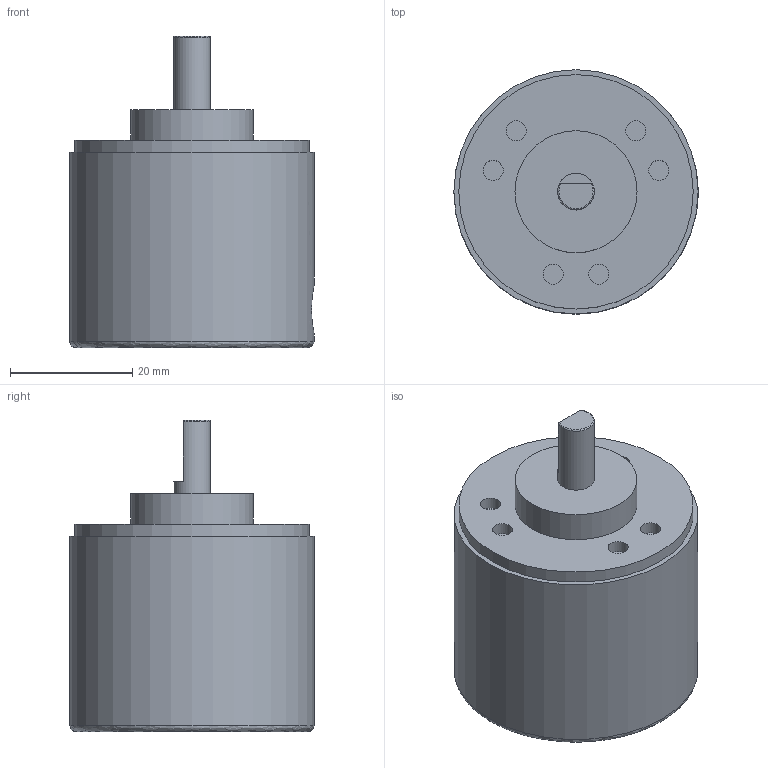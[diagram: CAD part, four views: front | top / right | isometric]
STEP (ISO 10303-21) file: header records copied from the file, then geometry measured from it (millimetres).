
FILE_DESCRIPTION(('FreeCAD Model'),'2;1');
FILE_NAME('123.step','2019-06-04T12:51:39',('Author'),(''), 'Open CASCADE STEP processor 7.3','FreeCAD','Unknown');
FILE_SCHEMA(('AUTOMOTIVE_DESIGN { 1 0 10303 214 1 1 1 1 }'));
Length unit declared in the file: millimetre
Products named in the file (4): LPD3806-400BM-G5-24C; Lid; Case; Spindle
Assembly tree (3 placements, depth 2):
  LPD3806-400BM-G5-24C
    Lid
    Case
    Spindle
Bounding box: 40 x 40 x 51 mm (x, y, z)
Volume: 44386.4 mm3; surface area: 10168.2 mm2
Topology: 3 solids, 3 shells, 25 faces, 49 edges, 32 vertices
Faces by surface type: cylinder 12, plane 10, torus 2, revolution 1
Full cylindrical faces by diameter (mm): 3.3 x6, 6 x2, 8 x1, 20 x1, 38.4 x1, 40 x1
Entity records: 1797 total; most frequent: CARTESIAN_POINT 652, DIRECTION 207, ORIENTED_EDGE 98, PCURVE 98, DEFINITIONAL_REPRESENTATION 98, LINE 69, VECTOR 69, AXIS2_PLACEMENT_3D 59
